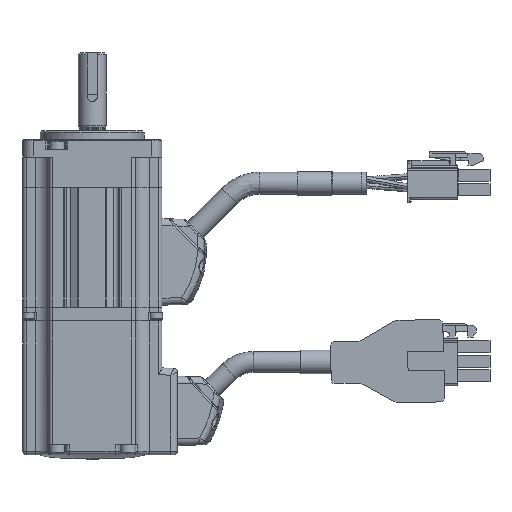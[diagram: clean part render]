
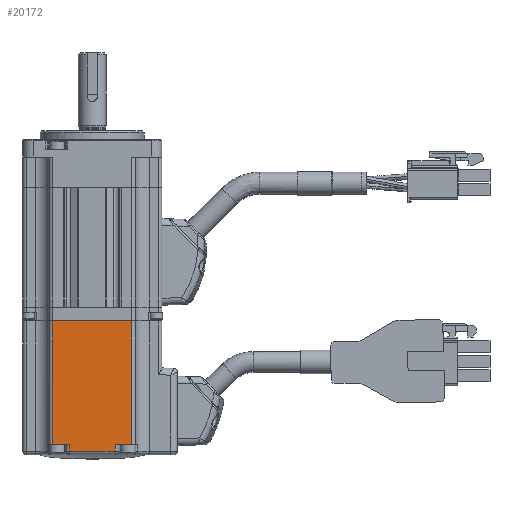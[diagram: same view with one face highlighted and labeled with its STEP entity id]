
A CAD part, left-side view. The second image highlights one B-rep face of the part: STEP entity #20172.
In plain terms, the highlighted planar face has unit normal (-1, 0, 0).
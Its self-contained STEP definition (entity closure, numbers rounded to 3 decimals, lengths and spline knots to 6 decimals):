
#2406=FACE_OUTER_BOUND('',#3447,.T.);
#3447=EDGE_LOOP('',(#15427,#15428,#15429,#15430,#15431,#15432,#15433,#15434));
#4981=LINE('',#41981,#6954);
#4983=LINE('',#42078,#6956);
#4985=LINE('',#42086,#6958);
#4991=LINE('',#42104,#6964);
#4998=LINE('',#42136,#6971);
#5004=LINE('',#42247,#6977);
#5005=LINE('',#42250,#6978);
#5006=LINE('',#42251,#6979);
#6954=VECTOR('',#26307,0.004816);
#6956=VECTOR('',#26317,0.002);
#6958=VECTOR('',#26327,0.013168);
#6964=VECTOR('',#26343,0.002);
#6971=VECTOR('',#26382,0.004816);
#6977=VECTOR('',#26412,0.0355);
#6978=VECTOR('',#26415,0.0355);
#6979=VECTOR('',#26416,0.0228);
#8895=VERTEX_POINT('',#41978);
#8896=VERTEX_POINT('',#41980);
#8901=VERTEX_POINT('',#42076);
#8903=VERTEX_POINT('',#42084);
#8910=VERTEX_POINT('',#42103);
#8919=VERTEX_POINT('',#42134);
#8926=VERTEX_POINT('',#42245);
#8927=VERTEX_POINT('',#42249);
#11375=EDGE_CURVE('',#8895,#8896,#4981,.T.);
#11382=EDGE_CURVE('',#8901,#8895,#4983,.T.);
#11386=EDGE_CURVE('',#8903,#8901,#4985,.T.);
#11394=EDGE_CURVE('',#8910,#8903,#4991,.T.);
#11411=EDGE_CURVE('',#8919,#8910,#4998,.T.);
#11425=EDGE_CURVE('',#8926,#8919,#5004,.T.);
#11426=EDGE_CURVE('',#8896,#8927,#5005,.T.);
#11427=EDGE_CURVE('',#8926,#8927,#5006,.T.);
#15427=ORIENTED_EDGE('',*,*,#11426,.F.);
#15428=ORIENTED_EDGE('',*,*,#11375,.F.);
#15429=ORIENTED_EDGE('',*,*,#11382,.F.);
#15430=ORIENTED_EDGE('',*,*,#11386,.F.);
#15431=ORIENTED_EDGE('',*,*,#11394,.F.);
#15432=ORIENTED_EDGE('',*,*,#11411,.F.);
#15433=ORIENTED_EDGE('',*,*,#11425,.F.);
#15434=ORIENTED_EDGE('',*,*,#11427,.T.);
#18544=PLANE('',#22927);
#20172=ADVANCED_FACE('',(#2406),#18544,.F.);
#22927=AXIS2_PLACEMENT_3D('',#42248,#26413,#26414);
#26307=DIRECTION('',(0.,1.,0.));
#26317=DIRECTION('',(0.,0.,1.));
#26327=DIRECTION('',(0.,1.,0.));
#26343=DIRECTION('',(0.,0.,-1.));
#26382=DIRECTION('',(0.,1.,0.));
#26412=DIRECTION('',(0.,0.,-1.));
#26413=DIRECTION('center_axis',(1.,0.,0.));
#26414=DIRECTION('ref_axis',(0.,0.,-1.));
#26415=DIRECTION('',(0.,0.,1.));
#26416=DIRECTION('',(0.,1.,0.));
#41978=CARTESIAN_POINT('',(-0.021191,0.006584,-0.0665));
#41980=CARTESIAN_POINT('',(-0.021191,0.0114,-0.0665));
#41981=CARTESIAN_POINT('',(-0.021191,0.006584,-0.0665));
#42076=CARTESIAN_POINT('',(-0.021191,0.006584,-0.0685));
#42078=CARTESIAN_POINT('',(-0.021191,0.006584,-0.0685));
#42084=CARTESIAN_POINT('',(-0.021191,-0.006584,-0.0685));
#42086=CARTESIAN_POINT('',(-0.021191,-0.006584,-0.0685));
#42103=CARTESIAN_POINT('',(-0.021191,-0.006584,-0.0665));
#42104=CARTESIAN_POINT('',(-0.021191,-0.006584,-0.0665));
#42134=CARTESIAN_POINT('',(-0.021191,-0.0114,-0.0665));
#42136=CARTESIAN_POINT('',(-0.021191,-0.0114,-0.0665));
#42245=CARTESIAN_POINT('',(-0.021191,-0.0114,-0.031));
#42247=CARTESIAN_POINT('',(-0.021191,-0.0114,-0.031));
#42248=CARTESIAN_POINT('Origin',(-0.021191,-0.0124,-0.0695));
#42249=CARTESIAN_POINT('',(-0.021191,0.0114,-0.031));
#42250=CARTESIAN_POINT('',(-0.021191,0.0114,-0.0665));
#42251=CARTESIAN_POINT('',(-0.021191,-0.0114,-0.031));
